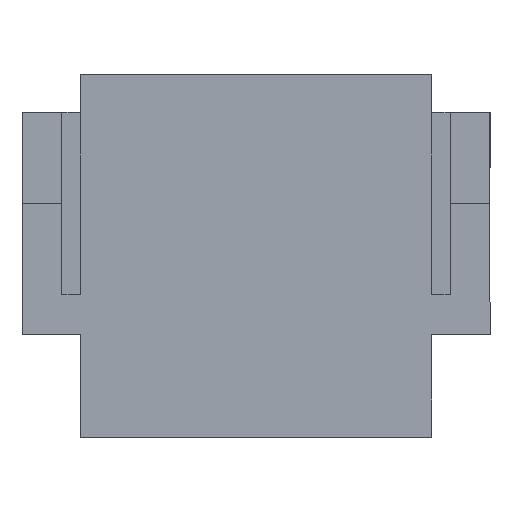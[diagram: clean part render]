
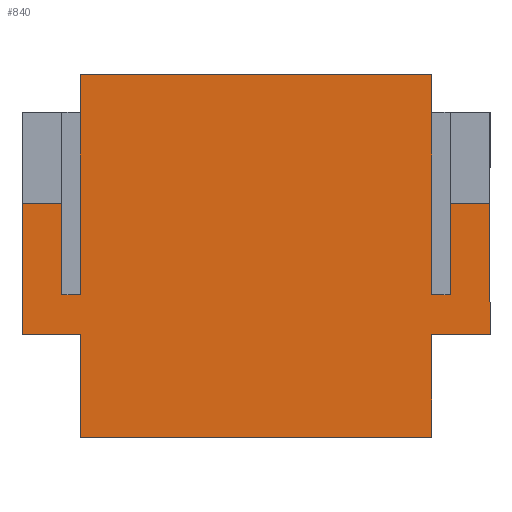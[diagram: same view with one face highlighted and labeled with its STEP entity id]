
A CAD part, front view. The second image highlights one B-rep face of the part: STEP entity #840.
In plain terms, the highlighted planar face has unit normal (0, -1, 0).
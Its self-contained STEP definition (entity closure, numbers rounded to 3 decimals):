
#19 = ORIENTED_EDGE ( 'NONE', *, *, #1545, .T. ) ;
#22 = EDGE_CURVE ( 'NONE', #1876, #2031, #1599, .T. ) ;
#29 = VECTOR ( 'NONE', #1400, 1000. ) ;
#39 = VECTOR ( 'NONE', #118, 1000. ) ;
#50 = CARTESIAN_POINT ( 'NONE',  ( 5., -2.975, 7.75 ) ) ;
#61 = EDGE_LOOP ( 'NONE', ( #716, #1476, #119, #1715, #1536, #1048, #610, #1663, #19, #1075, #1148, #1263, #1375, #1381, #1775, #965 ) ) ;
#74 = DIRECTION ( 'NONE',  ( 0., 1., 0. ) ) ;
#109 = LINE ( 'NONE', #2003, #39 ) ;
#118 = DIRECTION ( 'NONE',  ( 0., 0., 1. ) ) ;
#119 = ORIENTED_EDGE ( 'NONE', *, *, #953, .T. ) ;
#126 = CARTESIAN_POINT ( 'NONE',  ( -5., -2.975, 5. ) ) ;
#144 = LINE ( 'NONE', #176, #803 ) ;
#169 = VECTOR ( 'NONE', #1040, 1000. ) ;
#175 = DIRECTION ( 'NONE',  ( -1., 0., 0. ) ) ;
#176 = CARTESIAN_POINT ( 'NONE',  ( -5., -2.975, 0. ) ) ;
#208 = VERTEX_POINT ( 'NONE', #1247 ) ;
#218 = CARTESIAN_POINT ( 'NONE',  ( 3.75, -2.975, 5. ) ) ;
#225 = PLANE ( 'NONE',  #1331 ) ;
#227 = DIRECTION ( 'NONE',  ( -1., 0., 0. ) ) ;
#231 = EDGE_CURVE ( 'NONE', #1665, #1395, #1880, .T. ) ;
#238 = VERTEX_POINT ( 'NONE', #2010 ) ;
#295 = VECTOR ( 'NONE', #227, 1000. ) ;
#306 = LINE ( 'NONE', #924, #1893 ) ;
#310 = VERTEX_POINT ( 'NONE', #126 ) ;
#312 = VERTEX_POINT ( 'NONE', #458 ) ;
#370 = VECTOR ( 'NONE', #1573, 1000. ) ;
#379 = CARTESIAN_POINT ( 'NONE',  ( -4.15, -2.975, 3.05 ) ) ;
#432 = DIRECTION ( 'NONE',  ( 0., 0., -1. ) ) ;
#458 = CARTESIAN_POINT ( 'NONE',  ( 5., -2.975, 2.2 ) ) ;
#478 = DIRECTION ( 'NONE',  ( 1., 0., 0. ) ) ;
#497 = CARTESIAN_POINT ( 'NONE',  ( -3.75, -2.975, 2.2 ) ) ;
#543 = EDGE_CURVE ( 'NONE', #1665, #1234, #1195, .T. ) ;
#546 = EDGE_CURVE ( 'NONE', #238, #1473, #1016, .T. ) ;
#555 = VERTEX_POINT ( 'NONE', #379 ) ;
#561 = EDGE_CURVE ( 'NONE', #208, #1876, #1006, .T. ) ;
#610 = ORIENTED_EDGE ( 'NONE', *, *, #1471, .T. ) ;
#645 = CARTESIAN_POINT ( 'NONE',  ( 3.75, -2.975, 6.95 ) ) ;
#705 = DIRECTION ( 'NONE',  ( 0., 0., 1. ) ) ;
#716 = ORIENTED_EDGE ( 'NONE', *, *, #1815, .T. ) ;
#776 = DIRECTION ( 'NONE',  ( 1., 0., 0. ) ) ;
#787 = LINE ( 'NONE', #1413, #1656 ) ;
#803 = VECTOR ( 'NONE', #776, 1000. ) ;
#840 = ADVANCED_FACE ( 'NONE', ( #1644 ), #225, .F. ) ;
#845 = LINE ( 'NONE', #50, #2023 ) ;
#850 = CARTESIAN_POINT ( 'NONE',  ( -3.75, -2.975, 0. ) ) ;
#880 = EDGE_CURVE ( 'NONE', #1447, #1669, #1670, .T. ) ;
#916 = EDGE_CURVE ( 'NONE', #310, #208, #1850, .T. ) ;
#924 = CARTESIAN_POINT ( 'NONE',  ( -4.15, -2.975, 3.05 ) ) ;
#953 = EDGE_CURVE ( 'NONE', #1081, #310, #1264, .T. ) ;
#965 = ORIENTED_EDGE ( 'NONE', *, *, #231, .T. ) ;
#1006 = LINE ( 'NONE', #1666, #1890 ) ;
#1016 = LINE ( 'NONE', #218, #295 ) ;
#1040 = DIRECTION ( 'NONE',  ( 0., 0., 1. ) ) ;
#1048 = ORIENTED_EDGE ( 'NONE', *, *, #22, .T. ) ;
#1055 = VECTOR ( 'NONE', #175, 1000. ) ;
#1067 = CARTESIAN_POINT ( 'NONE',  ( -3.75, -2.975, 6.95 ) ) ;
#1075 = ORIENTED_EDGE ( 'NONE', *, *, #1662, .F. ) ;
#1081 = VERTEX_POINT ( 'NONE', #1325 ) ;
#1133 = VECTOR ( 'NONE', #1270, 1000. ) ;
#1140 = DIRECTION ( 'NONE',  ( 0., 0., -1. ) ) ;
#1148 = ORIENTED_EDGE ( 'NONE', *, *, #546, .T. ) ;
#1195 = LINE ( 'NONE', #1830, #1296 ) ;
#1206 = DIRECTION ( 'NONE',  ( 1., 0., 0. ) ) ;
#1234 = VERTEX_POINT ( 'NONE', #1240 ) ;
#1236 = VERTEX_POINT ( 'NONE', #1539 ) ;
#1240 = CARTESIAN_POINT ( 'NONE',  ( 3.75, -2.975, 7.75 ) ) ;
#1247 = CARTESIAN_POINT ( 'NONE',  ( -5., -2.975, 2.2 ) ) ;
#1249 = DIRECTION ( 'NONE',  ( 0., 0., 1. ) ) ;
#1263 = ORIENTED_EDGE ( 'NONE', *, *, #1808, .F. ) ;
#1264 = LINE ( 'NONE', #1555, #1055 ) ;
#1265 = EDGE_CURVE ( 'NONE', #1469, #1236, #1906, .T. ) ;
#1270 = DIRECTION ( 'NONE',  ( 0., 0., 1. ) ) ;
#1276 = CARTESIAN_POINT ( 'NONE',  ( 4.15, -2.975, 3.05 ) ) ;
#1296 = VECTOR ( 'NONE', #1798, 1000. ) ;
#1325 = CARTESIAN_POINT ( 'NONE',  ( -4.15, -2.975, 5. ) ) ;
#1327 = VECTOR ( 'NONE', #1140, 1000. ) ;
#1331 = AXIS2_PLACEMENT_3D ( 'NONE', #1484, #74, #705 ) ;
#1375 = ORIENTED_EDGE ( 'NONE', *, *, #1265, .T. ) ;
#1381 = ORIENTED_EDGE ( 'NONE', *, *, #1383, .T. ) ;
#1383 = EDGE_CURVE ( 'NONE', #1236, #1234, #1431, .T. ) ;
#1395 = VERTEX_POINT ( 'NONE', #1581 ) ;
#1400 = DIRECTION ( 'NONE',  ( 0., 0., -1. ) ) ;
#1413 = CARTESIAN_POINT ( 'NONE',  ( 5., -2.975, 2.2 ) ) ;
#1422 = DIRECTION ( 'NONE',  ( -1., 0., 0. ) ) ;
#1431 = LINE ( 'NONE', #645, #1133 ) ;
#1447 = VERTEX_POINT ( 'NONE', #1723 ) ;
#1460 = VECTOR ( 'NONE', #1249, 1000. ) ;
#1469 = VERTEX_POINT ( 'NONE', #1276 ) ;
#1471 = EDGE_CURVE ( 'NONE', #2031, #1447, #144, .T. ) ;
#1473 = VERTEX_POINT ( 'NONE', #1734 ) ;
#1475 = CARTESIAN_POINT ( 'NONE',  ( 3.75, -2.975, 2.2 ) ) ;
#1476 = ORIENTED_EDGE ( 'NONE', *, *, #1686, .T. ) ;
#1484 = CARTESIAN_POINT ( 'NONE',  ( -5., -2.975, 7.75 ) ) ;
#1536 = ORIENTED_EDGE ( 'NONE', *, *, #561, .T. ) ;
#1539 = CARTESIAN_POINT ( 'NONE',  ( 3.75, -2.975, 3.05 ) ) ;
#1545 = EDGE_CURVE ( 'NONE', #1669, #312, #787, .T. ) ;
#1555 = CARTESIAN_POINT ( 'NONE',  ( -3.75, -2.975, 5. ) ) ;
#1573 = DIRECTION ( 'NONE',  ( -1., 0., 0. ) ) ;
#1581 = CARTESIAN_POINT ( 'NONE',  ( -3.75, -2.975, 3.05 ) ) ;
#1599 = LINE ( 'NONE', #1778, #1327 ) ;
#1644 = FACE_OUTER_BOUND ( 'NONE', #61, .T. ) ;
#1656 = VECTOR ( 'NONE', #478, 1000. ) ;
#1662 = EDGE_CURVE ( 'NONE', #238, #312, #845, .T. ) ;
#1663 = ORIENTED_EDGE ( 'NONE', *, *, #880, .T. ) ;
#1665 = VERTEX_POINT ( 'NONE', #1792 ) ;
#1666 = CARTESIAN_POINT ( 'NONE',  ( -5., -2.975, 2.2 ) ) ;
#1669 = VERTEX_POINT ( 'NONE', #1475 ) ;
#1670 = LINE ( 'NONE', #1977, #169 ) ;
#1686 = EDGE_CURVE ( 'NONE', #555, #1081, #109, .T. ) ;
#1715 = ORIENTED_EDGE ( 'NONE', *, *, #916, .T. ) ;
#1723 = CARTESIAN_POINT ( 'NONE',  ( 3.75, -2.975, 0. ) ) ;
#1734 = CARTESIAN_POINT ( 'NONE',  ( 4.15, -2.975, 5. ) ) ;
#1775 = ORIENTED_EDGE ( 'NONE', *, *, #543, .F. ) ;
#1778 = CARTESIAN_POINT ( 'NONE',  ( -3.75, -2.975, 2.2 ) ) ;
#1792 = CARTESIAN_POINT ( 'NONE',  ( -3.75, -2.975, 7.75 ) ) ;
#1798 = DIRECTION ( 'NONE',  ( 1., 0., 0. ) ) ;
#1808 = EDGE_CURVE ( 'NONE', #1469, #1473, #1818, .T. ) ;
#1815 = EDGE_CURVE ( 'NONE', #1395, #555, #306, .T. ) ;
#1818 = LINE ( 'NONE', #1896, #1460 ) ;
#1830 = CARTESIAN_POINT ( 'NONE',  ( -5., -2.975, 7.75 ) ) ;
#1850 = LINE ( 'NONE', #2014, #2016 ) ;
#1876 = VERTEX_POINT ( 'NONE', #497 ) ;
#1880 = LINE ( 'NONE', #1067, #29 ) ;
#1890 = VECTOR ( 'NONE', #1206, 1000. ) ;
#1893 = VECTOR ( 'NONE', #1422, 1000. ) ;
#1895 = CARTESIAN_POINT ( 'NONE',  ( 3.75, -2.975, 3.05 ) ) ;
#1896 = CARTESIAN_POINT ( 'NONE',  ( 4.15, -2.975, 0.062 ) ) ;
#1906 = LINE ( 'NONE', #1895, #370 ) ;
#1948 = DIRECTION ( 'NONE',  ( 0., 0., -1. ) ) ;
#1977 = CARTESIAN_POINT ( 'NONE',  ( 3.75, -2.975, 2.2 ) ) ;
#2003 = CARTESIAN_POINT ( 'NONE',  ( -4.15, -2.975, 0.062 ) ) ;
#2010 = CARTESIAN_POINT ( 'NONE',  ( 5., -2.975, 5. ) ) ;
#2014 = CARTESIAN_POINT ( 'NONE',  ( -5., -2.975, 7.75 ) ) ;
#2016 = VECTOR ( 'NONE', #432, 1000. ) ;
#2023 = VECTOR ( 'NONE', #1948, 1000. ) ;
#2031 = VERTEX_POINT ( 'NONE', #850 ) ;
